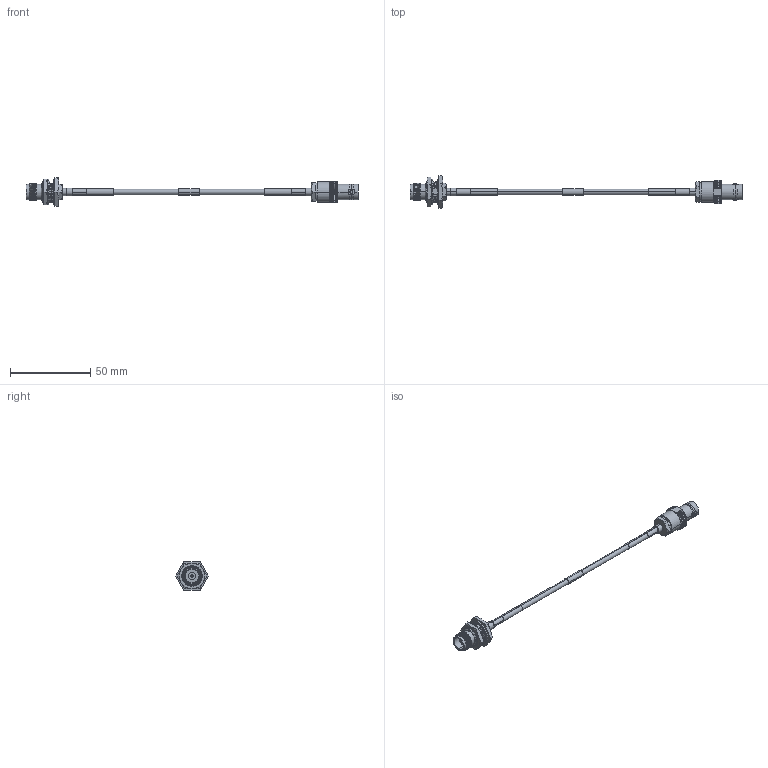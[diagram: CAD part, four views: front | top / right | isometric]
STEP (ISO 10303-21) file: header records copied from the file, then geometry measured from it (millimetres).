
FILE_DESCRIPTION (( 'STEP AP214' ), '1' );
FILE_NAME ('LCCA30531_3D.STEP', '2020-05-11T21:31:43', ( '' ), ( '' ), 'SwSTEP 2.0', 'SolidWorks 2018', '' );
FILE_SCHEMA (( 'AUTOMOTIVE_DESIGN' ));
Length unit declared in the file: inch
Products named in the file (6): 1AW01-003_.152 ID; LC141TBJ (141 Formable with HeatShrink); LCCN3040; LCCA30531_3D; LC141TBJ-PROD; LCCN3064
Assembly tree (7 placements, depth 3):
  LCCA30531_3D
    LC141TBJ-PROD
      LC141TBJ (141 Formable with HeatShrink)
      1AW01-003_.152 ID  x3
    LCCN3064
    LCCN3040
Bounding box: 206.55 x 20.18 x 17.48 mm (x, y, z)
Volume: 6472 mm3; surface area: 9085.1 mm2
Topology: 13 solids, 13 shells, 687 faces, 1671 edges, 1030 vertices
Faces by surface type: plane 245, cone 182, cylinder 180, bspline 76, torus 4
Entity records: 34990 total; most frequent: CARTESIAN_POINT 19535, ORIENTED_EDGE 3294, DIRECTION 2696, EDGE_CURVE 1647, AXIS2_PLACEMENT_3D 1116, VERTEX_POINT 1014, EDGE_LOOP 709, FACE_OUTER_BOUND 675
